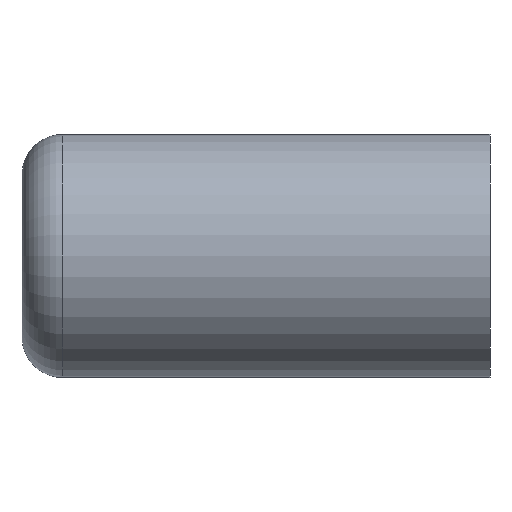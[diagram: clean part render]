
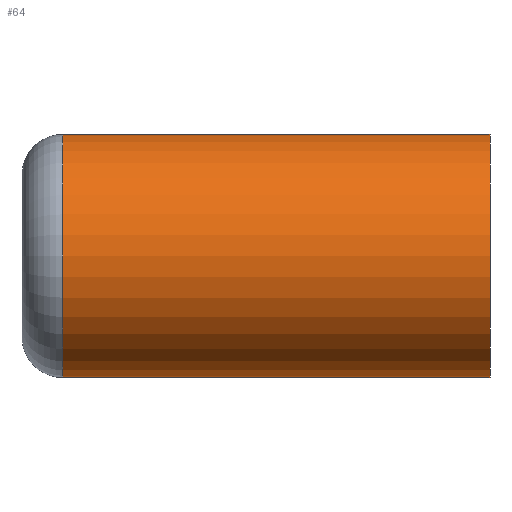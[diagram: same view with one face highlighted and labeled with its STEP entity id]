
A CAD part, front view. The second image highlights one B-rep face of the part: STEP entity #64.
In plain terms, the highlighted cylindrical face has radius 9.525 mm (diameter 19.05 mm), a full revolution.
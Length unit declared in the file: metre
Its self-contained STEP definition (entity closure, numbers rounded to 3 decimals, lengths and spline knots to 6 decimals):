
#13=CYLINDRICAL_SURFACE('',#85,0.009525);
#17=ORIENTED_EDGE('',*,*,#27,.T.);
#18=ORIENTED_EDGE('',*,*,#25,.F.);
#25=EDGE_CURVE('',#30,#30,#35,.F.);
#27=EDGE_CURVE('',#32,#32,#37,.F.);
#30=VERTEX_POINT('',#120);
#32=VERTEX_POINT('',#125);
#35=CIRCLE('',#83,0.009525);
#37=CIRCLE('',#86,0.009525);
#42=EDGE_LOOP('',(#17));
#43=EDGE_LOOP('',(#18));
#52=FACE_BOUND('',#42,.T.);
#53=FACE_BOUND('',#43,.T.);
#64=ADVANCED_FACE('',(#52,#53),#13,.T.);
#83=AXIS2_PLACEMENT_3D('',#119,#97,#98);
#85=AXIS2_PLACEMENT_3D('',#123,#101,#102);
#86=AXIS2_PLACEMENT_3D('',#124,#103,#104);
#97=DIRECTION('',(-1.,0.,0.));
#98=DIRECTION('',(0.,0.,1.));
#101=DIRECTION('',(-1.,0.,0.));
#102=DIRECTION('',(0.,0.,1.));
#103=DIRECTION('',(-1.,0.,0.));
#104=DIRECTION('',(0.,0.,1.));
#119=CARTESIAN_POINT('',(-0.00527,0.,0.));
#120=CARTESIAN_POINT('',(-0.00527,0.,0.009525));
#123=CARTESIAN_POINT('',(0.274374,0.,0.));
#124=CARTESIAN_POINT('',(-0.038775,0.,0.));
#125=CARTESIAN_POINT('',(-0.038775,0.,0.009525));
